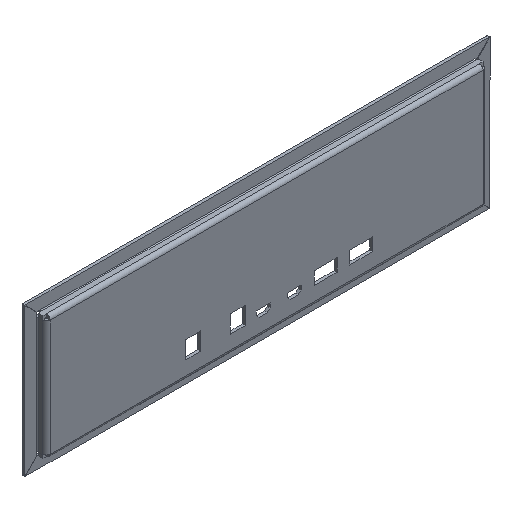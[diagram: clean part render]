
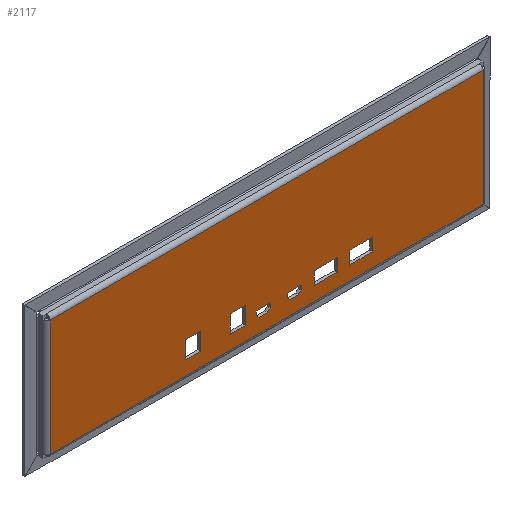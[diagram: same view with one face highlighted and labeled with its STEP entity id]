
A CAD part, isometric view. The second image highlights one B-rep face of the part: STEP entity #2117.
In plain terms, the highlighted planar face has unit normal (0, -1, 0).
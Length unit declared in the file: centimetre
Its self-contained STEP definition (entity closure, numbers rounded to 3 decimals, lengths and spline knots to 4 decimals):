
#171=VERTEX_POINT('',#2755);
#193=VERTEX_POINT('',#2816);
#215=VERTEX_POINT('',#2876);
#237=VERTEX_POINT('',#2937);
#274=VERTEX_POINT('',#3112);
#275=VERTEX_POINT('',#3114);
#277=VERTEX_POINT('',#3120);
#279=VERTEX_POINT('',#3126);
#282=VERTEX_POINT('',#3136);
#283=VERTEX_POINT('',#3138);
#285=VERTEX_POINT('',#3144);
#287=VERTEX_POINT('',#3150);
#289=VERTEX_POINT('',#3156);
#291=VERTEX_POINT('',#3162);
#294=VERTEX_POINT('',#3172);
#295=VERTEX_POINT('',#3174);
#297=VERTEX_POINT('',#3180);
#299=VERTEX_POINT('',#3186);
#301=VERTEX_POINT('',#3192);
#303=VERTEX_POINT('',#3198);
#306=VERTEX_POINT('',#3208);
#307=VERTEX_POINT('',#3210);
#309=VERTEX_POINT('',#3216);
#311=VERTEX_POINT('',#3222);
#314=VERTEX_POINT('',#3232);
#315=VERTEX_POINT('',#3234);
#317=VERTEX_POINT('',#3240);
#319=VERTEX_POINT('',#3246);
#322=VERTEX_POINT('',#3256);
#323=VERTEX_POINT('',#3258);
#325=VERTEX_POINT('',#3264);
#327=VERTEX_POINT('',#3270);
#487=VECTOR('',#2559,1.);
#491=VECTOR('',#2569,1.);
#495=VECTOR('',#2579,1.);
#499=VECTOR('',#2589,1.);
#502=VECTOR('',#2593,1.);
#506=VECTOR('',#2598,1.);
#509=VECTOR('',#2602,1.);
#511=VECTOR('',#2605,1.);
#514=VECTOR('',#2609,1.);
#518=VECTOR('',#2614,1.);
#521=VECTOR('',#2618,1.);
#524=VECTOR('',#2622,1.);
#527=VECTOR('',#2626,1.);
#529=VECTOR('',#2629,1.);
#532=VECTOR('',#2633,1.);
#536=VECTOR('',#2638,1.);
#539=VECTOR('',#2642,1.);
#542=VECTOR('',#2646,1.);
#545=VECTOR('',#2650,1.);
#547=VECTOR('',#2653,1.);
#550=VECTOR('',#2657,1.);
#554=VECTOR('',#2662,1.);
#557=VECTOR('',#2666,1.);
#559=VECTOR('',#2669,1.);
#562=VECTOR('',#2673,1.);
#566=VECTOR('',#2678,1.);
#569=VECTOR('',#2682,1.);
#571=VECTOR('',#2685,1.);
#574=VECTOR('',#2689,1.);
#578=VECTOR('',#2694,1.);
#581=VECTOR('',#2698,1.);
#583=VECTOR('',#2701,1.);
#743=LINE('',#3082,#487);
#747=LINE('',#3090,#491);
#751=LINE('',#3098,#495);
#755=LINE('',#3106,#499);
#758=LINE('',#3113,#502);
#762=LINE('',#3121,#506);
#765=LINE('',#3127,#509);
#767=LINE('',#3130,#511);
#770=LINE('',#3137,#514);
#774=LINE('',#3145,#518);
#777=LINE('',#3151,#521);
#780=LINE('',#3157,#524);
#783=LINE('',#3163,#527);
#785=LINE('',#3166,#529);
#788=LINE('',#3173,#532);
#792=LINE('',#3181,#536);
#795=LINE('',#3187,#539);
#798=LINE('',#3193,#542);
#801=LINE('',#3199,#545);
#803=LINE('',#3202,#547);
#806=LINE('',#3209,#550);
#810=LINE('',#3217,#554);
#813=LINE('',#3223,#557);
#815=LINE('',#3226,#559);
#818=LINE('',#3233,#562);
#822=LINE('',#3241,#566);
#825=LINE('',#3247,#569);
#827=LINE('',#3250,#571);
#830=LINE('',#3257,#574);
#834=LINE('',#3265,#578);
#837=LINE('',#3271,#581);
#839=LINE('',#3274,#583);
#1039=EDGE_CURVE('',#215,#193,#743,.T.);
#1043=EDGE_CURVE('',#237,#215,#747,.T.);
#1047=EDGE_CURVE('',#193,#171,#751,.T.);
#1051=EDGE_CURVE('',#171,#237,#755,.T.);
#1054=EDGE_CURVE('',#274,#275,#758,.T.);
#1058=EDGE_CURVE('',#277,#274,#762,.T.);
#1061=EDGE_CURVE('',#279,#277,#765,.T.);
#1063=EDGE_CURVE('',#275,#279,#767,.T.);
#1066=EDGE_CURVE('',#282,#283,#770,.T.);
#1070=EDGE_CURVE('',#285,#282,#774,.T.);
#1073=EDGE_CURVE('',#287,#285,#777,.T.);
#1076=EDGE_CURVE('',#289,#287,#780,.T.);
#1079=EDGE_CURVE('',#291,#289,#783,.T.);
#1081=EDGE_CURVE('',#283,#291,#785,.T.);
#1084=EDGE_CURVE('',#294,#295,#788,.T.);
#1088=EDGE_CURVE('',#297,#294,#792,.T.);
#1091=EDGE_CURVE('',#299,#297,#795,.T.);
#1094=EDGE_CURVE('',#301,#299,#798,.T.);
#1097=EDGE_CURVE('',#303,#301,#801,.T.);
#1099=EDGE_CURVE('',#295,#303,#803,.T.);
#1102=EDGE_CURVE('',#306,#307,#806,.T.);
#1106=EDGE_CURVE('',#309,#306,#810,.T.);
#1109=EDGE_CURVE('',#311,#309,#813,.T.);
#1111=EDGE_CURVE('',#307,#311,#815,.T.);
#1114=EDGE_CURVE('',#314,#315,#818,.T.);
#1118=EDGE_CURVE('',#317,#314,#822,.T.);
#1121=EDGE_CURVE('',#319,#317,#825,.T.);
#1123=EDGE_CURVE('',#315,#319,#827,.T.);
#1126=EDGE_CURVE('',#322,#323,#830,.T.);
#1130=EDGE_CURVE('',#325,#322,#834,.T.);
#1133=EDGE_CURVE('',#327,#325,#837,.T.);
#1135=EDGE_CURVE('',#323,#327,#839,.T.);
#1696=ORIENTED_EDGE('',*,*,#1135,.F.);
#1697=ORIENTED_EDGE('',*,*,#1126,.F.);
#1698=ORIENTED_EDGE('',*,*,#1130,.F.);
#1699=ORIENTED_EDGE('',*,*,#1133,.F.);
#1700=ORIENTED_EDGE('',*,*,#1123,.F.);
#1701=ORIENTED_EDGE('',*,*,#1114,.F.);
#1702=ORIENTED_EDGE('',*,*,#1118,.F.);
#1703=ORIENTED_EDGE('',*,*,#1121,.F.);
#1704=ORIENTED_EDGE('',*,*,#1111,.F.);
#1705=ORIENTED_EDGE('',*,*,#1102,.F.);
#1706=ORIENTED_EDGE('',*,*,#1106,.F.);
#1707=ORIENTED_EDGE('',*,*,#1109,.F.);
#1708=ORIENTED_EDGE('',*,*,#1099,.F.);
#1709=ORIENTED_EDGE('',*,*,#1084,.F.);
#1710=ORIENTED_EDGE('',*,*,#1088,.F.);
#1711=ORIENTED_EDGE('',*,*,#1091,.F.);
#1712=ORIENTED_EDGE('',*,*,#1094,.F.);
#1713=ORIENTED_EDGE('',*,*,#1097,.F.);
#1714=ORIENTED_EDGE('',*,*,#1081,.F.);
#1715=ORIENTED_EDGE('',*,*,#1066,.F.);
#1716=ORIENTED_EDGE('',*,*,#1070,.F.);
#1717=ORIENTED_EDGE('',*,*,#1073,.F.);
#1718=ORIENTED_EDGE('',*,*,#1076,.F.);
#1719=ORIENTED_EDGE('',*,*,#1079,.F.);
#1720=ORIENTED_EDGE('',*,*,#1063,.F.);
#1721=ORIENTED_EDGE('',*,*,#1054,.F.);
#1722=ORIENTED_EDGE('',*,*,#1058,.F.);
#1723=ORIENTED_EDGE('',*,*,#1061,.F.);
#1724=ORIENTED_EDGE('',*,*,#1051,.T.);
#1725=ORIENTED_EDGE('',*,*,#1043,.T.);
#1726=ORIENTED_EDGE('',*,*,#1039,.T.);
#1727=ORIENTED_EDGE('',*,*,#1047,.T.);
#1855=EDGE_LOOP('',(#1696,#1697,#1698,#1699));
#1856=EDGE_LOOP('',(#1700,#1701,#1702,#1703));
#1857=EDGE_LOOP('',(#1704,#1705,#1706,#1707));
#1858=EDGE_LOOP('',(#1708,#1709,#1710,#1711,#1712,#1713));
#1859=EDGE_LOOP('',(#1714,#1715,#1716,#1717,#1718,#1719));
#1860=EDGE_LOOP('',(#1720,#1721,#1722,#1723));
#1861=EDGE_LOOP('',(#1724,#1725,#1726,#1727));
#1989=FACE_BOUND('',#1855,.T.);
#1990=FACE_BOUND('',#1856,.T.);
#1991=FACE_BOUND('',#1857,.T.);
#1992=FACE_BOUND('',#1858,.T.);
#1993=FACE_BOUND('',#1859,.T.);
#1994=FACE_BOUND('',#1860,.T.);
#1995=FACE_BOUND('',#1861,.T.);
#2117=ADVANCED_FACE('',(#1989,#1990,#1991,#1992,#1993,#1994,#1995),#3369,
 .F.);
#2258=AXIS2_PLACEMENT_3D('',#3276,#2703,$);
#2559=DIRECTION('',(0.,0.,-1.));
#2569=DIRECTION('',(-1.,0.,0.));
#2579=DIRECTION('',(1.,0.,0.));
#2589=DIRECTION('',(0.,0.,1.));
#2593=DIRECTION('',(1.,0.,0.));
#2598=DIRECTION('',(0.,0.,-1.));
#2602=DIRECTION('',(-1.,0.,0.));
#2605=DIRECTION('',(0.,0.,1.));
#2609=DIRECTION('',(1.,0.,0.));
#2614=DIRECTION('',(0.73,0.,-0.683));
#2618=DIRECTION('',(0.,0.,-1.));
#2622=DIRECTION('',(-1.,0.,0.));
#2626=DIRECTION('',(0.,0.,1.));
#2629=DIRECTION('',(0.73,0.,0.683));
#2633=DIRECTION('',(0.73,0.,-0.683));
#2638=DIRECTION('',(0.,0.,-1.));
#2642=DIRECTION('',(-1.,0.,0.));
#2646=DIRECTION('',(0.,0.,1.));
#2650=DIRECTION('',(0.73,0.,0.683));
#2653=DIRECTION('',(1.,0.,0.));
#2657=DIRECTION('',(1.,0.,0.));
#2662=DIRECTION('',(0.,0.,-1.));
#2666=DIRECTION('',(-1.,0.,0.));
#2669=DIRECTION('',(0.,0.,1.));
#2673=DIRECTION('',(1.,0.,0.));
#2678=DIRECTION('',(0.,0.,-1.));
#2682=DIRECTION('',(-1.,0.,0.));
#2685=DIRECTION('',(0.,0.,1.));
#2689=DIRECTION('',(1.,0.,0.));
#2694=DIRECTION('',(0.,0.,-1.));
#2698=DIRECTION('',(-1.,0.,0.));
#2701=DIRECTION('',(0.,0.,1.));
#2703=DIRECTION('',(0.,1.,0.));
#2755=CARTESIAN_POINT('',(27.1792,0.19,-0.9486));
#2816=CARTESIAN_POINT('',(-4.1208,0.19,-0.9486));
#2876=CARTESIAN_POINT('',(-4.1208,0.19,7.4541));
#2937=CARTESIAN_POINT('',(27.1792,0.19,7.4541));
#3082=CARTESIAN_POINT('',(-4.1208,0.19,7.4541));
#3090=CARTESIAN_POINT('',(27.1792,0.19,7.4541));
#3098=CARTESIAN_POINT('',(-4.1208,0.19,-0.9486));
#3106=CARTESIAN_POINT('',(27.1792,0.19,-0.9486));
#3112=CARTESIAN_POINT('',(14.9688,0.19,0.0725));
#3113=CARTESIAN_POINT('',(14.9688,0.19,0.0725));
#3114=CARTESIAN_POINT('',(16.6312,0.19,0.0725));
#3120=CARTESIAN_POINT('',(14.9688,0.19,0.9975));
#3121=CARTESIAN_POINT('',(14.9688,0.19,0.9975));
#3126=CARTESIAN_POINT('',(16.6312,0.19,0.9975));
#3127=CARTESIAN_POINT('',(16.6312,0.19,0.9975));
#3130=CARTESIAN_POINT('',(16.6312,0.19,0.0725));
#3136=CARTESIAN_POINT('',(13.2249,0.19,0.0706));
#3137=CARTESIAN_POINT('',(13.2249,0.19,0.0706));
#3138=CARTESIAN_POINT('',(13.8101,0.19,0.0706));
#3144=CARTESIAN_POINT('',(13.0155,0.19,0.2665));
#3145=CARTESIAN_POINT('',(13.0155,0.19,0.2665));
#3150=CARTESIAN_POINT('',(13.0155,0.19,0.5696));
#3151=CARTESIAN_POINT('',(13.0155,0.19,0.5696));
#3156=CARTESIAN_POINT('',(14.0195,0.19,0.5696));
#3157=CARTESIAN_POINT('',(14.0195,0.19,0.5696));
#3162=CARTESIAN_POINT('',(14.0195,0.19,0.2665));
#3163=CARTESIAN_POINT('',(14.0195,0.19,0.2665));
#3166=CARTESIAN_POINT('',(13.8101,0.19,0.0706));
#3172=CARTESIAN_POINT('',(10.7755,0.19,0.2665));
#3173=CARTESIAN_POINT('',(10.7755,0.19,0.2665));
#3174=CARTESIAN_POINT('',(10.9849,0.19,0.0706));
#3180=CARTESIAN_POINT('',(10.7755,0.19,0.5696));
#3181=CARTESIAN_POINT('',(10.7755,0.19,0.5696));
#3186=CARTESIAN_POINT('',(11.7795,0.19,0.5696));
#3187=CARTESIAN_POINT('',(11.7795,0.19,0.5696));
#3192=CARTESIAN_POINT('',(11.7795,0.19,0.2665));
#3193=CARTESIAN_POINT('',(11.7795,0.19,0.2665));
#3198=CARTESIAN_POINT('',(11.5701,0.19,0.0706));
#3199=CARTESIAN_POINT('',(11.5701,0.19,0.0706));
#3202=CARTESIAN_POINT('',(10.9849,0.19,0.0706));
#3208=CARTESIAN_POINT('',(8.91,0.19,0.055));
#3209=CARTESIAN_POINT('',(8.91,0.19,0.055));
#3210=CARTESIAN_POINT('',(9.99,0.19,0.055));
#3216=CARTESIAN_POINT('',(8.91,0.19,1.325));
#3217=CARTESIAN_POINT('',(8.91,0.19,1.325));
#3222=CARTESIAN_POINT('',(9.99,0.19,1.325));
#3223=CARTESIAN_POINT('',(9.99,0.19,1.325));
#3226=CARTESIAN_POINT('',(9.99,0.19,0.055));
#3232=CARTESIAN_POINT('',(5.68,0.19,0.055));
#3233=CARTESIAN_POINT('',(5.68,0.19,0.055));
#3234=CARTESIAN_POINT('',(6.76,0.19,0.055));
#3240=CARTESIAN_POINT('',(5.68,0.19,1.325));
#3241=CARTESIAN_POINT('',(5.68,0.19,1.325));
#3246=CARTESIAN_POINT('',(6.76,0.19,1.325));
#3247=CARTESIAN_POINT('',(6.76,0.19,1.325));
#3250=CARTESIAN_POINT('',(6.76,0.19,0.055));
#3256=CARTESIAN_POINT('',(17.5258,0.19,0.0725));
#3257=CARTESIAN_POINT('',(17.5258,0.19,0.0725));
#3258=CARTESIAN_POINT('',(19.1882,0.19,0.0725));
#3264=CARTESIAN_POINT('',(17.5258,0.19,0.9975));
#3265=CARTESIAN_POINT('',(17.5258,0.19,0.9975));
#3270=CARTESIAN_POINT('',(19.1882,0.19,0.9975));
#3271=CARTESIAN_POINT('',(19.1882,0.19,0.9975));
#3274=CARTESIAN_POINT('',(19.1882,0.19,0.0725));
#3276=CARTESIAN_POINT('',(11.5292,0.19,3.2527));
#3369=PLANE('',#2258);
